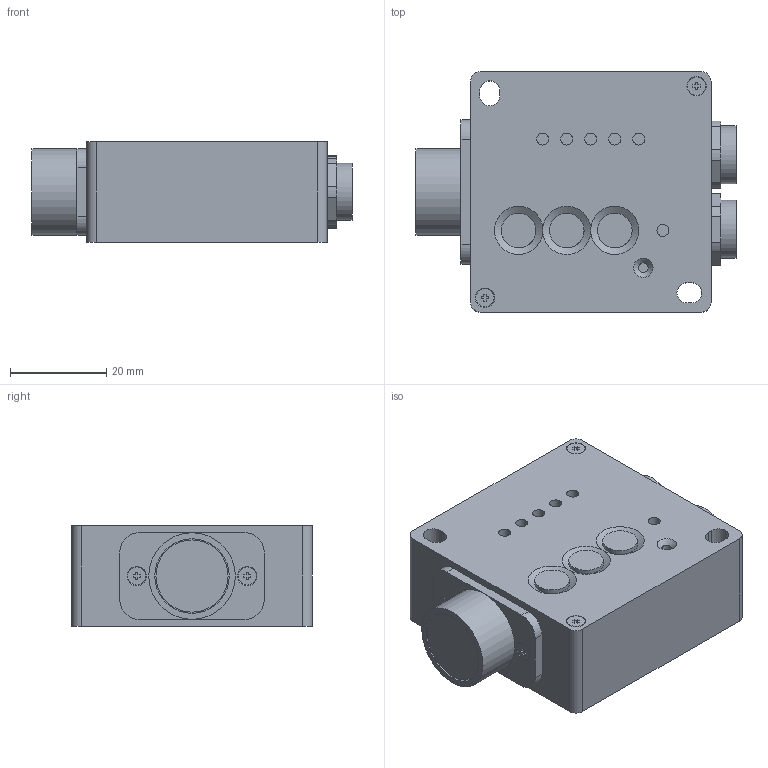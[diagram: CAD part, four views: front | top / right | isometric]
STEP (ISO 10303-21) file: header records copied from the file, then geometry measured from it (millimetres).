
FILE_DESCRIPTION(('STEP Model'),'2;1');
FILE_NAME('CR100-FO.stp','2012-01-30T15:49:01',(''),(''), 'CAD Exchanger 2.3.0 (www.cadexchanger.com)','CAD Exchanger 2.3.0', 'Unknown');
FILE_SCHEMA(('AUTOMOTIVE_DESIGN { 1 0 10303 214 1 1 1 1 }'));
Length unit declared in the file: millimetre
Products named in the file (1): Unspecified 1
Bounding box: 66.55 x 50 x 21 mm (x, y, z)
Volume: 55165.5 mm3; surface area: 13382.9 mm2
Topology: 5 solids, 9 shells, 244 faces, 554 edges, 369 vertices
Faces by surface type: plane 149, cylinder 80, cone 15
Full cylindrical faces by diameter (mm): 0.66 x12, 1.6 x4, 2 x9, 2.5 x6, 6 x2, 7.2 x6, 9 x2, 12.1 x2, 15 x1, 15.5 x1, 18 x1
Entity records: 16411 total; most frequent: CARTESIAN_POINT 5629, DIRECTION 1880, ORIENTED_EDGE 1108, PCURVE 1108, DEFINITIONAL_REPRESENTATION 1108, LINE 888, VECTOR 888, EDGE_CURVE 554
